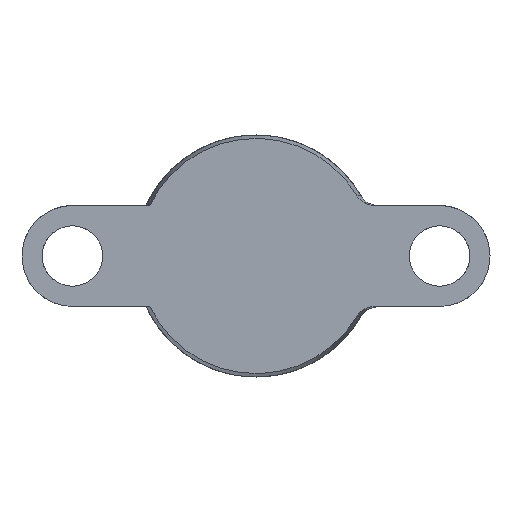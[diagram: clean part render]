
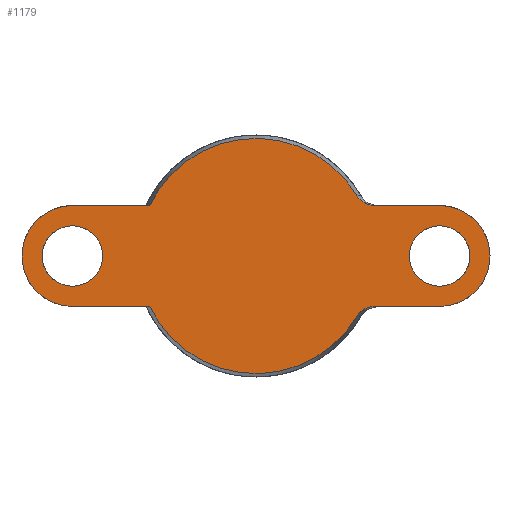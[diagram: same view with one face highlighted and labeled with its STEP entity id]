
A CAD part, front view. The second image highlights one B-rep face of the part: STEP entity #1179.
In plain terms, the highlighted planar face has unit normal (0, -1, 0).
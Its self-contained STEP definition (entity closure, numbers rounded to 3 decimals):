
#7 = DIRECTION ( 'NONE',  ( 0., 0., -1. ) ) ;
#8 = VERTEX_POINT ( 'NONE', #359 ) ;
#22 = AXIS2_PLACEMENT_3D ( 'NONE', #1276, #810, #309 ) ;
#25 = CIRCLE ( 'NONE', #1005, 12.5 ) ;
#44 = VECTOR ( 'NONE', #765, 1000. ) ;
#47 = VERTEX_POINT ( 'NONE', #1232 ) ;
#56 = VERTEX_POINT ( 'NONE', #861 ) ;
#84 = LINE ( 'NONE', #1173, #422 ) ;
#100 = CARTESIAN_POINT ( 'NONE',  ( 25.508, 0., -14.24 ) ) ;
#104 = AXIS2_PLACEMENT_3D ( 'NONE', #520, #976, #1272 ) ;
#106 = CARTESIAN_POINT ( 'NONE',  ( 15., 0., -12.5 ) ) ;
#107 = VECTOR ( 'NONE', #716, 1000. ) ;
#141 = DIRECTION ( 'NONE',  ( 0., -1., 0. ) ) ;
#150 = VERTEX_POINT ( 'NONE', #240 ) ;
#160 = EDGE_LOOP ( 'NONE', ( #396, #382, #242, #1260, #517, #677, #1195, #694, #288, #1133 ) ) ;
#164 = CIRCLE ( 'NONE', #1271, 7.5 ) ;
#173 = CARTESIAN_POINT ( 'NONE',  ( -45.5, 0., 12.5 ) ) ;
#181 = DIRECTION ( 'NONE',  ( 0., 0., 1. ) ) ;
#183 = CARTESIAN_POINT ( 'NONE',  ( 25.977, 0., -13.784 ) ) ;
#185 = EDGE_CURVE ( 'NONE', #767, #47, #806, .T. ) ;
#195 = EDGE_CURVE ( 'NONE', #645, #514, #262, .T. ) ;
#208 = DIRECTION ( 'NONE',  ( 0., 1., 0. ) ) ;
#228 = AXIS2_PLACEMENT_3D ( 'NONE', #1104, #141, #7 ) ;
#240 = CARTESIAN_POINT ( 'NONE',  ( 25.011, 0., 14.959 ) ) ;
#242 = ORIENTED_EDGE ( 'NONE', *, *, #544, .T. ) ;
#249 = DIRECTION ( 'NONE',  ( 1., 0., 0. ) ) ;
#262 = B_SPLINE_CURVE_WITH_KNOTS ( 'NONE', 3,
 ( #644, #276, #100, #183, #882, #587, #812, #490, #1280, #1165, #884, #1073, #1288 ),
 .UNSPECIFIED., .F., .F.,
 ( 4, 2, 2, 1, 2, 2, 4 ),
 ( 0., 0.001, 0.002, 0.003, 0.003, 0.004, 0.005 ),
 .UNSPECIFIED. ) ;
#266 = CARTESIAN_POINT ( 'NONE',  ( 27.057, 0., 13.048 ) ) ;
#276 = CARTESIAN_POINT ( 'NONE',  ( 25.237, 0., -14.58 ) ) ;
#288 = ORIENTED_EDGE ( 'NONE', *, *, #1115, .F. ) ;
#292 = CARTESIAN_POINT ( 'NONE',  ( 26.495, 0., 13.38 ) ) ;
#302 = FACE_BOUND ( 'NONE', #323, .T. ) ;
#309 = DIRECTION ( 'NONE',  ( 0., 0., 1. ) ) ;
#323 = EDGE_LOOP ( 'NONE', ( #538 ) ) ;
#331 = EDGE_CURVE ( 'NONE', #344, #344, #164, .T. ) ;
#344 = VERTEX_POINT ( 'NONE', #742 ) ;
#359 = CARTESIAN_POINT ( 'NONE',  ( -26.326, 0., -12.5 ) ) ;
#382 = ORIENTED_EDGE ( 'NONE', *, *, #1093, .T. ) ;
#394 = FACE_BOUND ( 'NONE', #1057, .T. ) ;
#396 = ORIENTED_EDGE ( 'NONE', *, *, #1036, .F. ) ;
#406 = EDGE_CURVE ( 'NONE', #1040, #1040, #1061, .T. ) ;
#420 = DIRECTION ( 'NONE',  ( 0., 0., -1. ) ) ;
#422 = VECTOR ( 'NONE', #890, 1000. ) ;
#427 = CARTESIAN_POINT ( 'NONE',  ( 0., 0., 0. ) ) ;
#428 = ORIENTED_EDGE ( 'NONE', *, *, #406, .F. ) ;
#458 = CARTESIAN_POINT ( 'NONE',  ( 25.976, 0., 13.785 ) ) ;
#477 = CARTESIAN_POINT ( 'NONE',  ( 25.011, 0., 14.959 ) ) ;
#487 = CARTESIAN_POINT ( 'NONE',  ( 27.659, 0., 12.79 ) ) ;
#490 = CARTESIAN_POINT ( 'NONE',  ( 27.255, 0., -12.953 ) ) ;
#514 = VERTEX_POINT ( 'NONE', #625 ) ;
#517 = ORIENTED_EDGE ( 'NONE', *, *, #185, .T. ) ;
#520 = CARTESIAN_POINT ( 'NONE',  ( 0., 0., 0. ) ) ;
#538 = ORIENTED_EDGE ( 'NONE', *, *, #331, .T. ) ;
#544 = EDGE_CURVE ( 'NONE', #150, #614, #1101, .T. ) ;
#576 = AXIS2_PLACEMENT_3D ( 'NONE', #697, #905, #1190 ) ;
#579 = CARTESIAN_POINT ( 'NONE',  ( 29.374, 0., 12.5 ) ) ;
#581 = EDGE_CURVE ( 'NONE', #47, #8, #958, .T. ) ;
#587 = CARTESIAN_POINT ( 'NONE',  ( 26.497, 0., -13.379 ) ) ;
#612 = DIRECTION ( 'NONE',  ( 0., 0., -1. ) ) ;
#614 = VERTEX_POINT ( 'NONE', #664 ) ;
#625 = CARTESIAN_POINT ( 'NONE',  ( 29.374, 0., -12.5 ) ) ;
#644 = CARTESIAN_POINT ( 'NONE',  ( 25.011, 0., -14.959 ) ) ;
#645 = VERTEX_POINT ( 'NONE', #1164 ) ;
#652 = EDGE_CURVE ( 'NONE', #614, #767, #758, .T. ) ;
#664 = CARTESIAN_POINT ( 'NONE',  ( -26.326, 0., 12.5 ) ) ;
#677 = ORIENTED_EDGE ( 'NONE', *, *, #581, .T. ) ;
#678 = CARTESIAN_POINT ( 'NONE',  ( 28.933, 0., 12.5 ) ) ;
#685 = CARTESIAN_POINT ( 'NONE',  ( 25.507, 0., 14.24 ) ) ;
#694 = ORIENTED_EDGE ( 'NONE', *, *, #195, .T. ) ;
#697 = CARTESIAN_POINT ( 'NONE',  ( -29.143, 0., 0. ) ) ;
#716 = DIRECTION ( 'NONE',  ( -1., 0., 0. ) ) ;
#742 = CARTESIAN_POINT ( 'NONE',  ( 45.5, 0., 7.5 ) ) ;
#750 = CARTESIAN_POINT ( 'NONE',  ( -15., 0., 12.5 ) ) ;
#758 = LINE ( 'NONE', #750, #44 ) ;
#765 = DIRECTION ( 'NONE',  ( -1., 0., 0. ) ) ;
#767 = VERTEX_POINT ( 'NONE', #173 ) ;
#778 = EDGE_CURVE ( 'NONE', #8, #645, #1251, .T. ) ;
#785 = VECTOR ( 'NONE', #249, 1000. ) ;
#799 = LINE ( 'NONE', #106, #107 ) ;
#806 = CIRCLE ( 'NONE', #228, 12.5 ) ;
#810 = DIRECTION ( 'NONE',  ( 0., -1., 0. ) ) ;
#811 = FACE_OUTER_BOUND ( 'NONE', #160, .T. ) ;
#812 = CARTESIAN_POINT ( 'NONE',  ( 26.862, 0., -13.142 ) ) ;
#860 = CARTESIAN_POINT ( 'NONE',  ( 25.237, 0., 14.58 ) ) ;
#861 = CARTESIAN_POINT ( 'NONE',  ( 45.5, 0., 12.5 ) ) ;
#881 = CARTESIAN_POINT ( 'NONE',  ( 27.869, 0., 12.721 ) ) ;
#882 = CARTESIAN_POINT ( 'NONE',  ( 26.146, 0., -13.64 ) ) ;
#884 = CARTESIAN_POINT ( 'NONE',  ( 28.503, 0., -12.556 ) ) ;
#890 = DIRECTION ( 'NONE',  ( 1., 0., 0. ) ) ;
#905 = DIRECTION ( 'NONE',  ( 0., 1., 0. ) ) ;
#927 = AXIS2_PLACEMENT_3D ( 'NONE', #427, #1029, #420 ) ;
#938 = VERTEX_POINT ( 'NONE', #1032 ) ;
#954 = VERTEX_POINT ( 'NONE', #1120 ) ;
#958 = LINE ( 'NONE', #1266, #785 ) ;
#974 = CARTESIAN_POINT ( 'NONE',  ( 27.253, 0., 12.954 ) ) ;
#976 = DIRECTION ( 'NONE',  ( 0., -1., 0. ) ) ;
#978 = DIRECTION ( 'NONE',  ( 0., 1., 0. ) ) ;
#1005 = AXIS2_PLACEMENT_3D ( 'NONE', #1100, #208, #612 ) ;
#1029 = DIRECTION ( 'NONE',  ( 0., -1., 0. ) ) ;
#1031 = CARTESIAN_POINT ( 'NONE',  ( -45.5, 0., 7.5 ) ) ;
#1032 = CARTESIAN_POINT ( 'NONE',  ( 29.374, 0., 12.5 ) ) ;
#1036 = EDGE_CURVE ( 'NONE', #938, #56, #84, .T. ) ;
#1040 = VERTEX_POINT ( 'NONE', #1031 ) ;
#1052 = CARTESIAN_POINT ( 'NONE',  ( 26.144, 0., 13.642 ) ) ;
#1057 = EDGE_LOOP ( 'NONE', ( #428 ) ) ;
#1061 = CIRCLE ( 'NONE', #22, 7.5 ) ;
#1070 = CARTESIAN_POINT ( 'NONE',  ( 26.678, 0., 13.261 ) ) ;
#1073 = CARTESIAN_POINT ( 'NONE',  ( 28.933, 0., -12.5 ) ) ;
#1076 = CARTESIAN_POINT ( 'NONE',  ( 45.5, 0., 0. ) ) ;
#1093 = EDGE_CURVE ( 'NONE', #938, #150, #1264, .T. ) ;
#1100 = CARTESIAN_POINT ( 'NONE',  ( 45.5, 0., 0. ) ) ;
#1101 = CIRCLE ( 'NONE', #927, 29.143 ) ;
#1104 = CARTESIAN_POINT ( 'NONE',  ( -45.5, 0., 0. ) ) ;
#1115 = EDGE_CURVE ( 'NONE', #954, #514, #799, .T. ) ;
#1120 = CARTESIAN_POINT ( 'NONE',  ( 45.5, 0., -12.5 ) ) ;
#1133 = ORIENTED_EDGE ( 'NONE', *, *, #1174, .F. ) ;
#1161 = CARTESIAN_POINT ( 'NONE',  ( 28.502, 0., 12.556 ) ) ;
#1164 = CARTESIAN_POINT ( 'NONE',  ( 25.011, 0., -14.959 ) ) ;
#1165 = CARTESIAN_POINT ( 'NONE',  ( 27.871, 0., -12.72 ) ) ;
#1173 = CARTESIAN_POINT ( 'NONE',  ( 15., 0., 12.5 ) ) ;
#1174 = EDGE_CURVE ( 'NONE', #56, #954, #25, .T. ) ;
#1179 = ADVANCED_FACE ( 'NONE', ( #811, #302, #394 ), #1185, .F. ) ;
#1185 = PLANE ( 'NONE',  #576 ) ;
#1190 = DIRECTION ( 'NONE',  ( 0., 0., 1. ) ) ;
#1195 = ORIENTED_EDGE ( 'NONE', *, *, #778, .T. ) ;
#1232 = CARTESIAN_POINT ( 'NONE',  ( -45.5, 0., -12.5 ) ) ;
#1251 = CIRCLE ( 'NONE', #104, 29.143 ) ;
#1260 = ORIENTED_EDGE ( 'NONE', *, *, #652, .T. ) ;
#1264 = B_SPLINE_CURVE_WITH_KNOTS ( 'NONE', 3,
 ( #579, #678, #1161, #881, #487, #974, #266, #1070, #292, #1052, #458, #685, #860, #477 ),
 .UNSPECIFIED., .F., .F.,
 ( 4, 2, 2, 2, 2, 2, 4 ),
 ( 0., 0.001, 0.002, 0.003, 0.003, 0.004, 0.005 ),
 .UNSPECIFIED. ) ;
#1266 = CARTESIAN_POINT ( 'NONE',  ( -15., 0., -12.5 ) ) ;
#1271 = AXIS2_PLACEMENT_3D ( 'NONE', #1076, #978, #181 ) ;
#1272 = DIRECTION ( 'NONE',  ( 0., 0., -1. ) ) ;
#1276 = CARTESIAN_POINT ( 'NONE',  ( -45.5, 0., 0. ) ) ;
#1280 = CARTESIAN_POINT ( 'NONE',  ( 27.662, 0., -12.789 ) ) ;
#1288 = CARTESIAN_POINT ( 'NONE',  ( 29.374, 0., -12.5 ) ) ;
